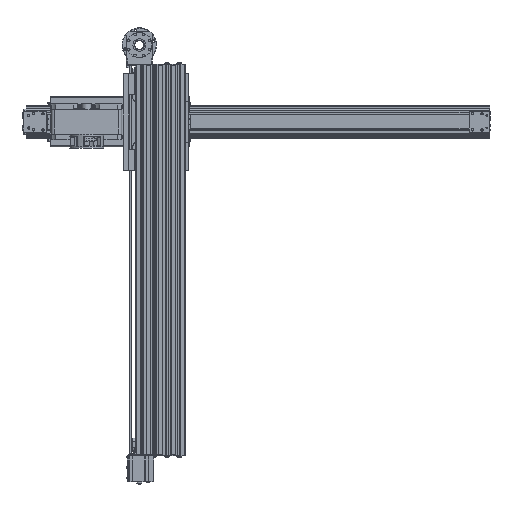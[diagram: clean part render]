
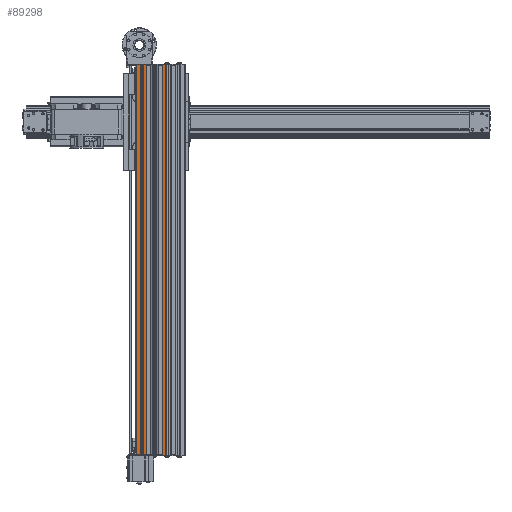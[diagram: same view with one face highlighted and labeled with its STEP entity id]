
A CAD part, left-side view. The second image highlights one B-rep face of the part: STEP entity #89298.
In plain terms, the highlighted face is planar.
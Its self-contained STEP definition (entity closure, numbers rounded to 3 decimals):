
#667=FACE_BOUND('',#29674,.T.);
#668=FACE_BOUND('',#29675,.T.);
#669=FACE_BOUND('',#29676,.T.);
#670=FACE_BOUND('',#29677,.T.);
#1683=LINE('',#129010,#11016);
#1774=LINE('',#129248,#11107);
#1875=LINE('',#129646,#11208);
#1879=LINE('',#129661,#11212);
#1899=LINE('',#129743,#11232);
#1903=LINE('',#129760,#11236);
#1963=LINE('',#129944,#11296);
#2068=LINE('',#130203,#11401);
#2075=LINE('',#130225,#11408);
#2168=LINE('',#130616,#11501);
#2169=LINE('',#130622,#11502);
#2186=LINE('',#130691,#11519);
#2206=LINE('',#130771,#11539);
#2535=LINE('',#131502,#11868);
#2536=LINE('',#131504,#11869);
#2569=LINE('',#131569,#11902);
#2570=LINE('',#131571,#11903);
#2577=LINE('',#131584,#11910);
#2578=LINE('',#131587,#11911);
#2579=LINE('',#131589,#11912);
#2580=LINE('',#131590,#11913);
#2581=LINE('',#131591,#11914);
#2582=LINE('',#131592,#11915);
#2583=LINE('',#131593,#11916);
#2584=LINE('',#131594,#11917);
#11016=VECTOR('',#102955,10.);
#11107=VECTOR('',#103160,10.);
#11208=VECTOR('',#103481,10.);
#11212=VECTOR('',#103495,10.);
#11232=VECTOR('',#103559,10.);
#11236=VECTOR('',#103573,10.);
#11296=VECTOR('',#103755,10.);
#11401=VECTOR('',#103966,10.);
#11408=VECTOR('',#103983,10.);
#11501=VECTOR('',#104304,10.);
#11502=VECTOR('',#104309,10.);
#11519=VECTOR('',#104362,10.);
#11539=VECTOR('',#104424,10.);
#11868=VECTOR('',#105261,10.);
#11869=VECTOR('',#105264,10.);
#11902=VECTOR('',#105361,10.);
#11903=VECTOR('',#105364,10.);
#11910=VECTOR('',#105383,10.);
#11911=VECTOR('',#105386,10.);
#11912=VECTOR('',#105387,10.);
#11913=VECTOR('',#105388,10.);
#11914=VECTOR('',#105389,10.);
#11915=VECTOR('',#105390,10.);
#11916=VECTOR('',#105391,10.);
#11917=VECTOR('',#105392,10.);
#24889=FACE_OUTER_BOUND('',#29673,.T.);
#29673=EDGE_LOOP('',(#62502,#62503,#62504,#62505,#62506,#62507,#62508,#62509,
#62510));
#29674=EDGE_LOOP('',(#62511,#62512,#62513,#62514));
#29675=EDGE_LOOP('',(#62515,#62516,#62517,#62518));
#29676=EDGE_LOOP('',(#62519,#62520,#62521,#62522));
#29677=EDGE_LOOP('',(#62523,#62524,#62525,#62526));
#38374=VERTEX_POINT('',#129007);
#38375=VERTEX_POINT('',#129009);
#38464=VERTEX_POINT('',#129245);
#38465=VERTEX_POINT('',#129247);
#38651=VERTEX_POINT('',#129643);
#38652=VERTEX_POINT('',#129645);
#38658=VERTEX_POINT('',#129659);
#38665=VERTEX_POINT('',#129676);
#38698=VERTEX_POINT('',#129741);
#38699=VERTEX_POINT('',#129745);
#38706=VERTEX_POINT('',#129758);
#38768=VERTEX_POINT('',#129941);
#38769=VERTEX_POINT('',#129943);
#38870=VERTEX_POINT('',#130201);
#38873=VERTEX_POINT('',#130210);
#38880=VERTEX_POINT('',#130223);
#39064=VERTEX_POINT('',#130614);
#39066=VERTEX_POINT('',#130619);
#39067=VERTEX_POINT('',#130621);
#39100=VERTEX_POINT('',#130688);
#39101=VERTEX_POINT('',#130690);
#39107=VERTEX_POINT('',#130704);
#39140=VERTEX_POINT('',#130769);
#39289=VERTEX_POINT('',#131586);
#39290=VERTEX_POINT('',#131588);
#47055=EDGE_CURVE('',#38374,#38375,#1683,.T.);
#47177=EDGE_CURVE('',#38465,#38464,#1774,.T.);
#47371=EDGE_CURVE('',#38652,#38651,#1875,.T.);
#47379=EDGE_CURVE('',#38658,#38465,#1879,.T.);
#47419=EDGE_CURVE('',#38665,#38698,#1899,.T.);
#47427=EDGE_CURVE('',#38699,#38706,#1903,.T.);
#47518=EDGE_CURVE('',#38769,#38768,#1963,.T.);
#47651=EDGE_CURVE('',#38870,#38374,#2068,.T.);
#47662=EDGE_CURVE('',#38873,#38880,#2075,.T.);
#47851=EDGE_CURVE('',#38870,#39064,#2168,.T.);
#47853=EDGE_CURVE('',#39067,#39066,#2169,.T.);
#47887=EDGE_CURVE('',#39101,#39100,#2186,.T.);
#47927=EDGE_CURVE('',#39107,#39140,#2206,.T.);
#48296=EDGE_CURVE('',#39064,#38658,#2535,.T.);
#48297=EDGE_CURVE('',#39067,#38698,#2536,.T.);
#48330=EDGE_CURVE('',#39066,#38665,#2569,.T.);
#48331=EDGE_CURVE('',#39101,#38706,#2570,.T.);
#48338=EDGE_CURVE('',#39100,#38699,#2577,.T.);
#48339=EDGE_CURVE('',#39289,#38375,#2578,.T.);
#48340=EDGE_CURVE('',#39290,#38464,#2579,.T.);
#48341=EDGE_CURVE('',#39289,#39290,#2580,.T.);
#48342=EDGE_CURVE('',#39107,#38768,#2581,.T.);
#48343=EDGE_CURVE('',#39140,#38769,#2582,.T.);
#48344=EDGE_CURVE('',#38873,#38651,#2583,.T.);
#48345=EDGE_CURVE('',#38880,#38652,#2584,.T.);
#62502=ORIENTED_EDGE('',*,*,#48339,.T.);
#62503=ORIENTED_EDGE('',*,*,#47055,.F.);
#62504=ORIENTED_EDGE('',*,*,#47651,.F.);
#62505=ORIENTED_EDGE('',*,*,#47851,.T.);
#62506=ORIENTED_EDGE('',*,*,#48296,.T.);
#62507=ORIENTED_EDGE('',*,*,#47379,.T.);
#62508=ORIENTED_EDGE('',*,*,#47177,.T.);
#62509=ORIENTED_EDGE('',*,*,#48340,.F.);
#62510=ORIENTED_EDGE('',*,*,#48341,.F.);
#62511=ORIENTED_EDGE('',*,*,#48342,.F.);
#62512=ORIENTED_EDGE('',*,*,#47927,.T.);
#62513=ORIENTED_EDGE('',*,*,#48343,.T.);
#62514=ORIENTED_EDGE('',*,*,#47518,.T.);
#62515=ORIENTED_EDGE('',*,*,#47427,.T.);
#62516=ORIENTED_EDGE('',*,*,#48331,.F.);
#62517=ORIENTED_EDGE('',*,*,#47887,.T.);
#62518=ORIENTED_EDGE('',*,*,#48338,.T.);
#62519=ORIENTED_EDGE('',*,*,#48344,.F.);
#62520=ORIENTED_EDGE('',*,*,#47662,.T.);
#62521=ORIENTED_EDGE('',*,*,#48345,.T.);
#62522=ORIENTED_EDGE('',*,*,#47371,.T.);
#62523=ORIENTED_EDGE('',*,*,#47419,.T.);
#62524=ORIENTED_EDGE('',*,*,#48297,.F.);
#62525=ORIENTED_EDGE('',*,*,#47853,.T.);
#62526=ORIENTED_EDGE('',*,*,#48330,.T.);
#86067=PLANE('',#94975);
#89298=ADVANCED_FACE('',(#24889,#667,#668,#669,#670),#86067,.T.);
#94975=AXIS2_PLACEMENT_3D('',#131585,#105384,#105385);
#102955=DIRECTION('',(1.,0.,0.));
#103160=DIRECTION('',(0.,0.,-1.));
#103481=DIRECTION('',(-1.,0.,0.));
#103495=DIRECTION('',(-1.,0.,0.));
#103559=DIRECTION('',(-1.,0.,0.));
#103573=DIRECTION('',(-1.,0.,0.));
#103755=DIRECTION('',(-1.,0.,0.));
#103966=DIRECTION('',(0.,0.,1.));
#103983=DIRECTION('',(1.,0.,0.));
#104304=DIRECTION('',(1.,0.,0.));
#104309=DIRECTION('',(1.,0.,0.));
#104362=DIRECTION('',(1.,0.,0.));
#104424=DIRECTION('',(1.,0.,0.));
#105261=DIRECTION('',(0.,0.,-1.));
#105264=DIRECTION('',(0.,0.,-1.));
#105361=DIRECTION('',(0.,0.,-1.));
#105364=DIRECTION('',(0.,0.,-1.));
#105383=DIRECTION('',(0.,0.,-1.));
#105384=DIRECTION('center_axis',(0.,-1.,0.));
#105385=DIRECTION('ref_axis',(-1.,0.,0.));
#105386=DIRECTION('',(0.,0.,1.));
#105387=DIRECTION('',(-1.,0.,0.));
#105388=DIRECTION('',(0.,0.,-1.));
#105389=DIRECTION('',(0.,0.,-1.));
#105390=DIRECTION('',(0.,0.,-1.));
#105391=DIRECTION('',(0.,0.,-1.));
#105392=DIRECTION('',(0.,0.,-1.));
#129007=CARTESIAN_POINT('',(-90.,-45.,4.));
#129009=CARTESIAN_POINT('',(16.2,-45.,4.));
#129010=CARTESIAN_POINT('',(-90.,-45.,4.));
#129245=CARTESIAN_POINT('',(-90.,-45.,-1414.));
#129247=CARTESIAN_POINT('',(-90.,-45.,-1410.));
#129248=CARTESIAN_POINT('',(-90.,-45.,-1410.));
#129643=CARTESIAN_POINT('',(-7.8,-45.,-1410.));
#129645=CARTESIAN_POINT('',(7.8,-45.,-1410.));
#129646=CARTESIAN_POINT('',(16.2,-45.,-1410.));
#129659=CARTESIAN_POINT('',(-87.,-45.,-1410.));
#129661=CARTESIAN_POINT('',(16.2,-45.,-1410.));
#129676=CARTESIAN_POINT('',(-61.2,-45.,-1410.));
#129741=CARTESIAN_POINT('',(-73.8,-45.,-1410.));
#129743=CARTESIAN_POINT('',(16.2,-45.,-1410.));
#129745=CARTESIAN_POINT('',(-37.2,-45.,-1410.));
#129758=CARTESIAN_POINT('',(-52.8,-45.,-1410.));
#129760=CARTESIAN_POINT('',(16.2,-45.,-1410.));
#129941=CARTESIAN_POINT('',(-28.8,-45.,-1410.));
#129943=CARTESIAN_POINT('',(-16.2,-45.,-1410.));
#129944=CARTESIAN_POINT('',(16.2,-45.,-1410.));
#130201=CARTESIAN_POINT('',(-90.,-45.,0.));
#130203=CARTESIAN_POINT('',(-90.,-45.,0.));
#130210=CARTESIAN_POINT('',(-7.8,-45.,0.));
#130223=CARTESIAN_POINT('',(7.8,-45.,0.));
#130225=CARTESIAN_POINT('',(-90.,-45.,0.));
#130614=CARTESIAN_POINT('',(-87.,-45.,0.));
#130616=CARTESIAN_POINT('',(-90.,-45.,0.));
#130619=CARTESIAN_POINT('',(-61.2,-45.,0.));
#130621=CARTESIAN_POINT('',(-73.8,-45.,0.));
#130622=CARTESIAN_POINT('',(-90.,-45.,0.));
#130688=CARTESIAN_POINT('',(-37.2,-45.,0.));
#130690=CARTESIAN_POINT('',(-52.8,-45.,0.));
#130691=CARTESIAN_POINT('',(-90.,-45.,0.));
#130704=CARTESIAN_POINT('',(-28.8,-45.,0.));
#130769=CARTESIAN_POINT('',(-16.2,-45.,0.));
#130771=CARTESIAN_POINT('',(-90.,-45.,0.));
#131502=CARTESIAN_POINT('',(-87.,-45.,0.));
#131504=CARTESIAN_POINT('',(-73.8,-45.,0.));
#131569=CARTESIAN_POINT('',(-61.2,-45.,0.));
#131571=CARTESIAN_POINT('',(-52.8,-45.,0.));
#131584=CARTESIAN_POINT('',(-37.2,-45.,0.));
#131585=CARTESIAN_POINT('Origin',(-28.8,-45.,0.));
#131586=CARTESIAN_POINT('',(16.2,-45.,-1410.));
#131587=CARTESIAN_POINT('',(16.2,-45.,0.));
#131588=CARTESIAN_POINT('',(16.2,-45.,-1414.));
#131589=CARTESIAN_POINT('',(16.2,-45.,-1414.));
#131590=CARTESIAN_POINT('',(16.2,-45.,-1410.));
#131591=CARTESIAN_POINT('',(-28.8,-45.,0.));
#131592=CARTESIAN_POINT('',(-16.2,-45.,0.));
#131593=CARTESIAN_POINT('',(-7.8,-45.,0.));
#131594=CARTESIAN_POINT('',(7.8,-45.,0.));
